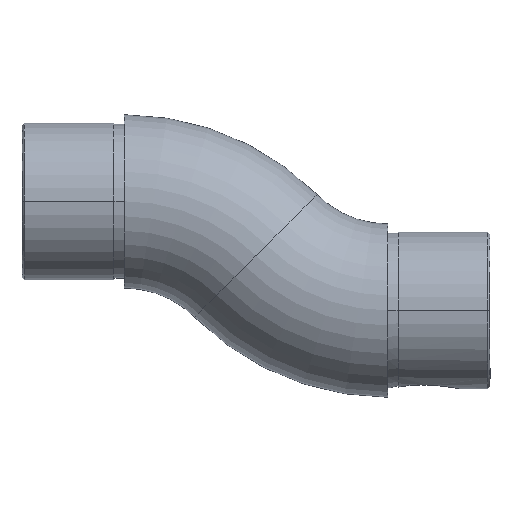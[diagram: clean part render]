
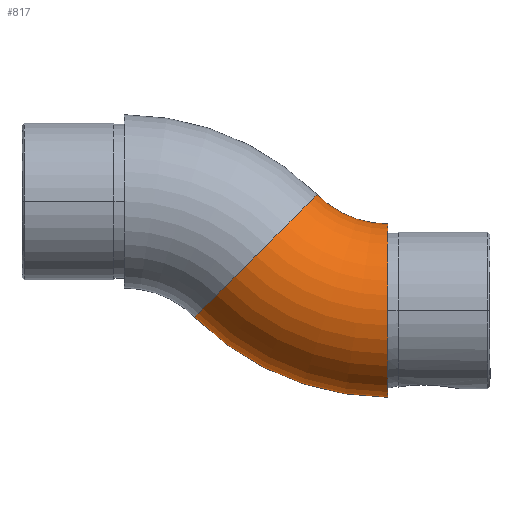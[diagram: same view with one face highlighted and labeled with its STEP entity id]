
A CAD part, top view. The second image highlights one B-rep face of the part: STEP entity #817.
In plain terms, the highlighted toroidal (fillet/blend) face has major radius 45.6 mm and minor radius 21.2 mm.
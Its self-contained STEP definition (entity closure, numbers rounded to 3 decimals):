
#3 = CARTESIAN_POINT ( 'NONE',  ( 25., 21.2, 0. ) ) ;
#128 = VERTEX_POINT ( 'NONE', #608 ) ;
#223 = ORIENTED_EDGE ( 'NONE', *, *, #4031, .F. ) ;
#271 = DIRECTION ( 'NONE',  ( -1., 0., 0. ) ) ;
#337 = AXIS2_PLACEMENT_3D ( 'NONE', #3971, #271, #2138 ) ;
#497 = DIRECTION ( 'NONE',  ( 0., 0., -1. ) ) ;
#565 = ORIENTED_EDGE ( 'NONE', *, *, #3199, .F. ) ;
#608 = CARTESIAN_POINT ( 'NONE',  ( 72.235, 1.635, 0. ) ) ;
#701 = CARTESIAN_POINT ( 'NONE',  ( 42.253, -28.347, 0. ) ) ;
#788 = DIRECTION ( 'NONE',  ( 0., 0., -1. ) ) ;
#817 = ADVANCED_FACE ( 'NONE', ( #853 ), #872, .T. ) ;
#853 = FACE_OUTER_BOUND ( 'NONE', #4634, .T. ) ;
#872 = TOROIDAL_SURFACE ( 'NONE', #1651, 45.6, 21.2 ) ;
#887 = DIRECTION ( 'NONE',  ( 0., 0., -1. ) ) ;
#1138 = CARTESIAN_POINT ( 'NONE',  ( 25., -45.6, 0. ) ) ;
#1156 = EDGE_CURVE ( 'NONE', #4468, #3200, #3708, .T. ) ;
#1189 = CIRCLE ( 'NONE', #337, 21.2 ) ;
#1243 = CARTESIAN_POINT ( 'NONE',  ( 25., -45.6, 0. ) ) ;
#1651 = AXIS2_PLACEMENT_3D ( 'NONE', #1243, #497, #4169 ) ;
#1670 = DIRECTION ( 'NONE',  ( 0.707, -0.707, 0. ) ) ;
#1896 = AXIS2_PLACEMENT_3D ( 'NONE', #2826, #4286, #2873 ) ;
#2138 = DIRECTION ( 'NONE',  ( 0., 0., 1. ) ) ;
#2145 = ORIENTED_EDGE ( 'NONE', *, *, #1156, .T. ) ;
#2457 = CARTESIAN_POINT ( 'NONE',  ( 57.244, -13.356, 0. ) ) ;
#2490 = AXIS2_PLACEMENT_3D ( 'NONE', #2457, #1670, #887 ) ;
#2581 = AXIS2_PLACEMENT_3D ( 'NONE', #1138, #788, #4516 ) ;
#2826 = CARTESIAN_POINT ( 'NONE',  ( 25., -45.6, 0. ) ) ;
#2873 = DIRECTION ( 'NONE',  ( -1., 0., 0. ) ) ;
#2894 = EDGE_CURVE ( 'NONE', #128, #3200, #3407, .T. ) ;
#3199 = EDGE_CURVE ( 'NONE', #4468, #4244, #1189, .T. ) ;
#3200 = VERTEX_POINT ( 'NONE', #701 ) ;
#3272 = ORIENTED_EDGE ( 'NONE', *, *, #2894, .F. ) ;
#3407 = CIRCLE ( 'NONE', #2490, 21.2 ) ;
#3708 = CIRCLE ( 'NONE', #2581, 24.4 ) ;
#3971 = CARTESIAN_POINT ( 'NONE',  ( 25., 0., 0. ) ) ;
#4030 = CARTESIAN_POINT ( 'NONE',  ( 25., -21.2, 0. ) ) ;
#4031 = EDGE_CURVE ( 'NONE', #4244, #128, #4178, .T. ) ;
#4169 = DIRECTION ( 'NONE',  ( -1., 0., 0. ) ) ;
#4178 = CIRCLE ( 'NONE', #1896, 66.8 ) ;
#4244 = VERTEX_POINT ( 'NONE', #3 ) ;
#4286 = DIRECTION ( 'NONE',  ( 0., 0., -1. ) ) ;
#4468 = VERTEX_POINT ( 'NONE', #4030 ) ;
#4516 = DIRECTION ( 'NONE',  ( -1., 0., 0. ) ) ;
#4634 = EDGE_LOOP ( 'NONE', ( #223, #565, #2145, #3272 ) ) ;
